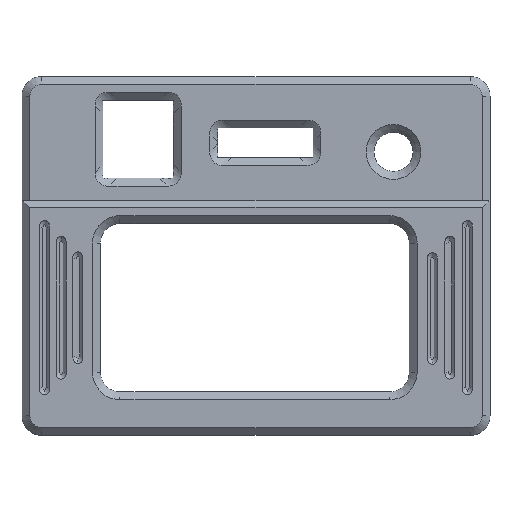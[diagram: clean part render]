
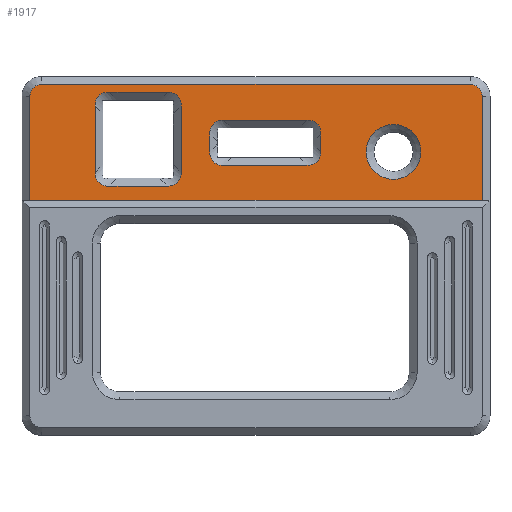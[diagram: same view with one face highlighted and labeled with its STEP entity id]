
A CAD part, top view. The second image highlights one B-rep face of the part: STEP entity #1917.
In plain terms, the highlighted planar face has unit normal (0, 0, 1).
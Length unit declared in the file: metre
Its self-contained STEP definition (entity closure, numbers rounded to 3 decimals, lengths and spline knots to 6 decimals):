
#38=ELLIPSE('',#2080,0.00866,0.005);
#39=ELLIPSE('',#2081,0.00866,0.005);
#40=ELLIPSE('',#2082,0.00866,0.005);
#41=ELLIPSE('',#2083,0.00866,0.005);
#42=ELLIPSE('',#2084,0.00866,0.005);
#43=ELLIPSE('',#2085,0.00866,0.005);
#44=ELLIPSE('',#2086,0.00866,0.005);
#45=ELLIPSE('',#2087,0.00866,0.005);
#146=LINE('',#3045,#312);
#147=LINE('',#3050,#313);
#148=LINE('',#3054,#314);
#149=LINE('',#3058,#315);
#150=LINE('',#3061,#316);
#151=LINE('',#3066,#317);
#152=LINE('',#3070,#318);
#153=LINE('',#3074,#319);
#154=LINE('',#3080,#320);
#155=LINE('',#3082,#321);
#156=LINE('',#3084,#322);
#157=LINE('',#3088,#323);
#312=VECTOR('',#2390,1.);
#313=VECTOR('',#2393,1.);
#314=VECTOR('',#2396,1.);
#315=VECTOR('',#2399,1.);
#316=VECTOR('',#2402,1.);
#317=VECTOR('',#2405,1.);
#318=VECTOR('',#2408,1.);
#319=VECTOR('',#2411,1.);
#320=VECTOR('',#2416,1.);
#321=VECTOR('',#2417,1.);
#322=VECTOR('',#2418,1.);
#323=VECTOR('',#2421,1.);
#450=PLANE('',#2078);
#566=ORIENTED_EDGE('',*,*,#1130,.T.);
#567=ORIENTED_EDGE('',*,*,#1131,.T.);
#568=ORIENTED_EDGE('',*,*,#1132,.T.);
#569=ORIENTED_EDGE('',*,*,#1133,.T.);
#570=ORIENTED_EDGE('',*,*,#1134,.T.);
#571=ORIENTED_EDGE('',*,*,#1135,.T.);
#572=ORIENTED_EDGE('',*,*,#1136,.T.);
#573=ORIENTED_EDGE('',*,*,#1137,.T.);
#574=ORIENTED_EDGE('',*,*,#1138,.T.);
#575=ORIENTED_EDGE('',*,*,#1139,.T.);
#576=ORIENTED_EDGE('',*,*,#1140,.T.);
#577=ORIENTED_EDGE('',*,*,#1141,.T.);
#578=ORIENTED_EDGE('',*,*,#1142,.T.);
#579=ORIENTED_EDGE('',*,*,#1143,.T.);
#580=ORIENTED_EDGE('',*,*,#1144,.T.);
#581=ORIENTED_EDGE('',*,*,#1145,.T.);
#582=ORIENTED_EDGE('',*,*,#1146,.T.);
#583=ORIENTED_EDGE('',*,*,#1147,.T.);
#584=ORIENTED_EDGE('',*,*,#1148,.T.);
#585=ORIENTED_EDGE('',*,*,#1149,.T.);
#586=ORIENTED_EDGE('',*,*,#1150,.T.);
#587=ORIENTED_EDGE('',*,*,#1151,.T.);
#588=ORIENTED_EDGE('',*,*,#1152,.T.);
#1130=EDGE_CURVE('',#1409,#1409,#1550,.F.);
#1131=EDGE_CURVE('',#1410,#1411,#146,.T.);
#1132=EDGE_CURVE('',#1411,#1412,#38,.F.);
#1133=EDGE_CURVE('',#1412,#1413,#147,.T.);
#1134=EDGE_CURVE('',#1413,#1414,#39,.F.);
#1135=EDGE_CURVE('',#1414,#1415,#148,.T.);
#1136=EDGE_CURVE('',#1415,#1416,#40,.F.);
#1137=EDGE_CURVE('',#1416,#1417,#149,.T.);
#1138=EDGE_CURVE('',#1417,#1410,#41,.F.);
#1139=EDGE_CURVE('',#1418,#1419,#150,.T.);
#1140=EDGE_CURVE('',#1419,#1420,#42,.F.);
#1141=EDGE_CURVE('',#1420,#1421,#151,.T.);
#1142=EDGE_CURVE('',#1421,#1422,#43,.F.);
#1143=EDGE_CURVE('',#1422,#1423,#152,.T.);
#1144=EDGE_CURVE('',#1423,#1424,#44,.F.);
#1145=EDGE_CURVE('',#1424,#1425,#153,.T.);
#1146=EDGE_CURVE('',#1425,#1418,#45,.F.);
#1147=EDGE_CURVE('',#1426,#1427,#1551,.T.);
#1148=EDGE_CURVE('',#1427,#1428,#154,.T.);
#1149=EDGE_CURVE('',#1428,#1429,#155,.T.);
#1150=EDGE_CURVE('',#1429,#1430,#156,.T.);
#1151=EDGE_CURVE('',#1430,#1431,#1552,.T.);
#1152=EDGE_CURVE('',#1431,#1426,#157,.T.);
#1409=VERTEX_POINT('',#3044);
#1410=VERTEX_POINT('',#3046);
#1411=VERTEX_POINT('',#3047);
#1412=VERTEX_POINT('',#3049);
#1413=VERTEX_POINT('',#3051);
#1414=VERTEX_POINT('',#3053);
#1415=VERTEX_POINT('',#3055);
#1416=VERTEX_POINT('',#3057);
#1417=VERTEX_POINT('',#3059);
#1418=VERTEX_POINT('',#3062);
#1419=VERTEX_POINT('',#3063);
#1420=VERTEX_POINT('',#3065);
#1421=VERTEX_POINT('',#3067);
#1422=VERTEX_POINT('',#3069);
#1423=VERTEX_POINT('',#3071);
#1424=VERTEX_POINT('',#3073);
#1425=VERTEX_POINT('',#3075);
#1426=VERTEX_POINT('',#3078);
#1427=VERTEX_POINT('',#3079);
#1428=VERTEX_POINT('',#3081);
#1429=VERTEX_POINT('',#3083);
#1430=VERTEX_POINT('',#3085);
#1431=VERTEX_POINT('',#3087);
#1550=CIRCLE('',#2079,0.007);
#1551=CIRCLE('',#2088,0.003);
#1552=CIRCLE('',#2089,0.003);
#1595=EDGE_LOOP('',(#566));
#1596=EDGE_LOOP('',(#567,#568,#569,#570,#571,#572,#573,#574));
#1597=EDGE_LOOP('',(#575,#576,#577,#578,#579,#580,#581,#582));
#1598=EDGE_LOOP('',(#583,#584,#585,#586,#587,#588));
#1735=FACE_BOUND('',#1595,.T.);
#1736=FACE_BOUND('',#1596,.T.);
#1737=FACE_BOUND('',#1597,.T.);
#1738=FACE_BOUND('',#1598,.T.);
#1917=ADVANCED_FACE('Face appearance 1',(#1735,#1736,#1737,#1738),#450,
 .T.);
#2078=AXIS2_PLACEMENT_3D('',#3042,#2386,#2387);
#2079=AXIS2_PLACEMENT_3D('',#3043,#2388,#2389);
#2080=AXIS2_PLACEMENT_3D('',#3048,#2391,#2392);
#2081=AXIS2_PLACEMENT_3D('',#3052,#2394,#2395);
#2082=AXIS2_PLACEMENT_3D('',#3056,#2397,#2398);
#2083=AXIS2_PLACEMENT_3D('',#3060,#2400,#2401);
#2084=AXIS2_PLACEMENT_3D('',#3064,#2403,#2404);
#2085=AXIS2_PLACEMENT_3D('',#3068,#2406,#2407);
#2086=AXIS2_PLACEMENT_3D('',#3072,#2409,#2410);
#2087=AXIS2_PLACEMENT_3D('',#3076,#2412,#2413);
#2088=AXIS2_PLACEMENT_3D('',#3077,#2414,#2415);
#2089=AXIS2_PLACEMENT_3D('',#3086,#2419,#2420);
#2386=DIRECTION('',(0.,0.,1.));
#2387=DIRECTION('',(1.,0.,0.));
#2388=DIRECTION('',(0.,0.,1.));
#2389=DIRECTION('',(1.,0.,0.));
#2390=DIRECTION('',(0.,1.,0.));
#2391=DIRECTION('',(0.,0.,1.));
#2392=DIRECTION('',(0.707,-0.707,0.));
#2393=DIRECTION('',(1.,0.,0.));
#2394=DIRECTION('',(0.,0.,1.));
#2395=DIRECTION('',(0.707,0.707,0.));
#2396=DIRECTION('',(0.,-1.,0.));
#2397=DIRECTION('',(0.,0.,1.));
#2398=DIRECTION('',(0.707,-0.707,0.));
#2399=DIRECTION('',(-1.,0.,0.));
#2400=DIRECTION('',(0.,0.,1.));
#2401=DIRECTION('',(0.707,0.707,0.));
#2402=DIRECTION('',(0.,1.,0.));
#2403=DIRECTION('',(0.,0.,1.));
#2404=DIRECTION('',(0.707,-0.707,0.));
#2405=DIRECTION('',(1.,0.,0.));
#2406=DIRECTION('',(0.,0.,1.));
#2407=DIRECTION('',(0.707,0.707,0.));
#2408=DIRECTION('',(0.,-1.,0.));
#2409=DIRECTION('',(0.,0.,1.));
#2410=DIRECTION('',(0.707,-0.707,0.));
#2411=DIRECTION('',(-1.,0.,0.));
#2412=DIRECTION('',(0.,0.,1.));
#2413=DIRECTION('',(0.707,0.707,0.));
#2414=DIRECTION('',(0.,0.,1.));
#2415=DIRECTION('',(1.,0.,0.));
#2416=DIRECTION('',(0.,-1.,0.));
#2417=DIRECTION('',(1.,0.,0.));
#2418=DIRECTION('',(0.,1.,0.));
#2419=DIRECTION('',(0.,0.,1.));
#2420=DIRECTION('',(1.,0.,0.));
#2421=DIRECTION('',(-1.,0.,0.));
#3042=CARTESIAN_POINT('',(0.001166,0.039233,0.005));
#3043=CARTESIAN_POINT('',(0.036283,0.035808,0.005));
#3044=CARTESIAN_POINT('',(0.043283,0.035808,0.005));
#3045=CARTESIAN_POINT('',(-0.01066,0.039233,0.005));
#3046=CARTESIAN_POINT('',(-0.01066,0.035885,0.005));
#3047=CARTESIAN_POINT('',(-0.01066,0.040398,0.005));
#3048=CARTESIAN_POINT('',(-0.003589,0.036862,0.005));
#3049=CARTESIAN_POINT('',(-0.007124,0.043933,0.005));
#3050=CARTESIAN_POINT('',(0.015724,0.043933,0.005));
#3051=CARTESIAN_POINT('',(0.014188,0.043933,0.005));
#3052=CARTESIAN_POINT('',(0.010653,0.036862,0.005));
#3053=CARTESIAN_POINT('',(0.017724,0.040398,0.005));
#3054=CARTESIAN_POINT('',(0.017724,0.034349,0.005));
#3055=CARTESIAN_POINT('',(0.017724,0.035885,0.005));
#3056=CARTESIAN_POINT('',(0.010653,0.03942,0.005));
#3057=CARTESIAN_POINT('',(0.014188,0.032349,0.005));
#3058=CARTESIAN_POINT('',(0.001166,0.032349,0.005));
#3059=CARTESIAN_POINT('',(-0.007124,0.032349,0.005));
#3060=CARTESIAN_POINT('',(-0.003589,0.03942,0.005));
#3061=CARTESIAN_POINT('',(-0.039927,0.039233,0.005));
#3062=CARTESIAN_POINT('',(-0.039927,0.030597,0.005));
#3063=CARTESIAN_POINT('',(-0.039927,0.047525,0.005));
#3064=CARTESIAN_POINT('',(-0.032856,0.04399,0.005));
#3065=CARTESIAN_POINT('',(-0.036391,0.051061,0.005));
#3066=CARTESIAN_POINT('',(-0.019927,0.051061,0.005));
#3067=CARTESIAN_POINT('',(-0.021463,0.051061,0.005));
#3068=CARTESIAN_POINT('',(-0.024998,0.04399,0.005));
#3069=CARTESIAN_POINT('',(-0.017927,0.047525,0.005));
#3070=CARTESIAN_POINT('',(-0.017927,0.029061,0.005));
#3071=CARTESIAN_POINT('',(-0.017927,0.030597,0.005));
#3072=CARTESIAN_POINT('',(-0.024998,0.034132,0.005));
#3073=CARTESIAN_POINT('',(-0.021463,0.027061,0.005));
#3074=CARTESIAN_POINT('',(0.001166,0.027061,0.005));
#3075=CARTESIAN_POINT('',(-0.036391,0.027061,0.005));
#3076=CARTESIAN_POINT('',(-0.032856,0.034132,0.005));
#3077=CARTESIAN_POINT('',(-0.053591,0.050061,0.005));
#3078=CARTESIAN_POINT('',(-0.053591,0.053061,0.005));
#3079=CARTESIAN_POINT('',(-0.056591,0.050061,0.005));
#3080=CARTESIAN_POINT('',(-0.056591,0.023404,0.005));
#3081=CARTESIAN_POINT('',(-0.056591,0.023404,0.005));
#3082=CARTESIAN_POINT('',(0.001166,0.023404,0.005));
#3083=CARTESIAN_POINT('',(0.058922,0.023404,0.005));
#3084=CARTESIAN_POINT('',(0.058922,0.039233,0.005));
#3085=CARTESIAN_POINT('',(0.058922,0.050061,0.005));
#3086=CARTESIAN_POINT('',(0.055922,0.050061,0.005));
#3087=CARTESIAN_POINT('',(0.055922,0.053061,0.005));
#3088=CARTESIAN_POINT('',(0.001166,0.053061,0.005));
